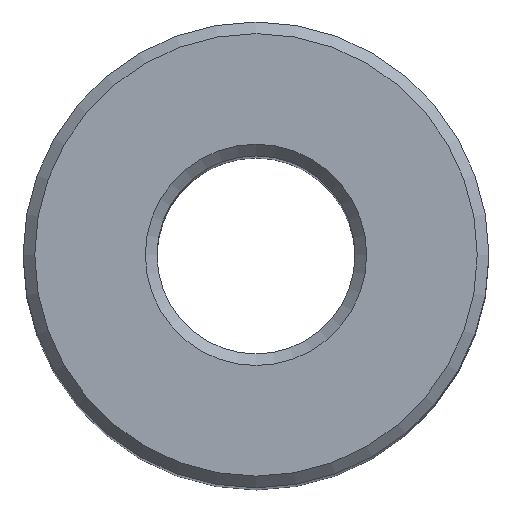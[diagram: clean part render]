
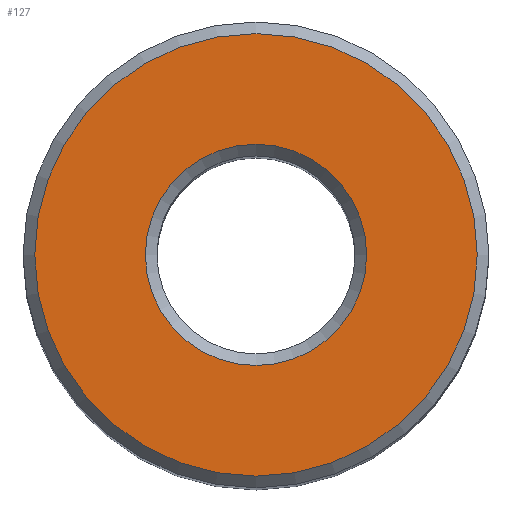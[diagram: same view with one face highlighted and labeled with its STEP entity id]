
A CAD part, top view. The second image highlights one B-rep face of the part: STEP entity #127.
In plain terms, the highlighted planar face has unit normal (0, 0, 1).
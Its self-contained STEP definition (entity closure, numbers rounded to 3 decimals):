
#16=FACE_BOUND('',#35,.T.);
#18=PLANE('',#160);
#25=FACE_OUTER_BOUND('',#34,.T.);
#34=EDGE_LOOP('',(#101));
#35=EDGE_LOOP('',(#102));
#55=CIRCLE('',#159,0.95);
#56=CIRCLE('',#161,1.9);
#65=VERTEX_POINT('',#228);
#66=VERTEX_POINT('',#232);
#77=EDGE_CURVE('',#65,#65,#55,.T.);
#79=EDGE_CURVE('',#66,#66,#56,.T.);
#101=ORIENTED_EDGE('',*,*,#79,.F.);
#102=ORIENTED_EDGE('',*,*,#77,.F.);
#127=ADVANCED_FACE('',(#25,#16),#18,.T.);
#159=AXIS2_PLACEMENT_3D('',#229,#189,#190);
#160=AXIS2_PLACEMENT_3D('',#231,#192,#193);
#161=AXIS2_PLACEMENT_3D('',#233,#194,#195);
#189=DIRECTION('center_axis',(0.,0.,1.));
#190=DIRECTION('ref_axis',(-1.,0.,0.));
#192=DIRECTION('center_axis',(0.,0.,1.));
#193=DIRECTION('ref_axis',(1.,0.,0.));
#194=DIRECTION('center_axis',(0.,0.,-1.));
#195=DIRECTION('ref_axis',(-1.,0.,0.));
#228=CARTESIAN_POINT('',(0.95,0.,11.));
#229=CARTESIAN_POINT('Origin',(0.,0.,11.));
#231=CARTESIAN_POINT('Origin',(0.,0.,11.));
#232=CARTESIAN_POINT('',(1.9,0.,11.));
#233=CARTESIAN_POINT('Origin',(0.,0.,11.));
